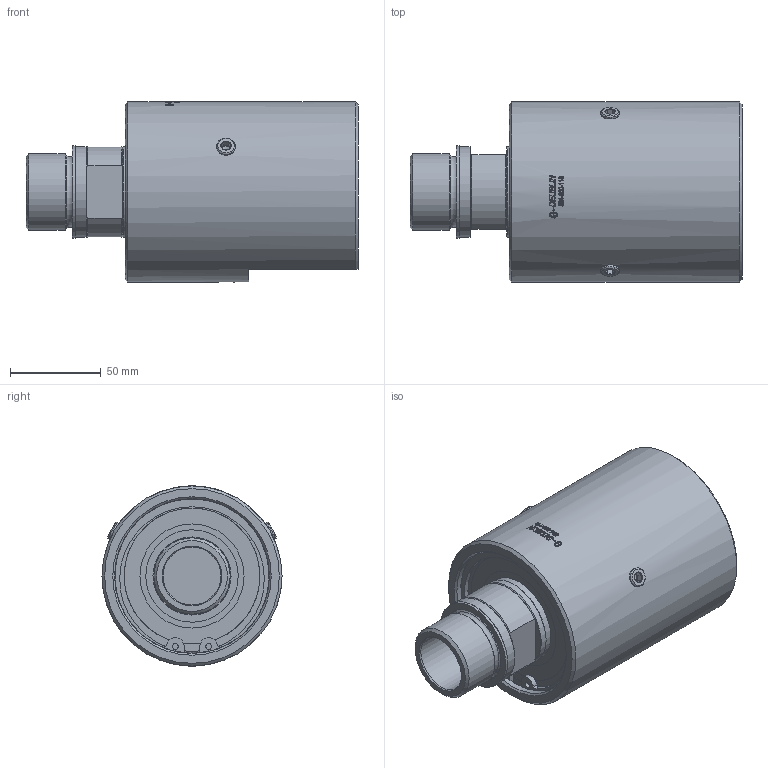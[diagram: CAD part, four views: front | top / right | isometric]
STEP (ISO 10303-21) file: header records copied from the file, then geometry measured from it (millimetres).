
FILE_DESCRIPTION(/* description */ (''),/* implementation_level */ '2;1');
FILE_NAME(/* name */ '524-000-110-IC_Rev_B.stp',/* time_stamp */ '2020-05-13T09:52:50-05:00',/* author */ ('GALINDOLM'),/* organization */ (''),/* preprocessor_version */ 'ST-DEVELOPER v18',/* originating_system */ 'Autodesk Inventor 2020',/* authorisation */ '');
FILE_SCHEMA (('AUTOMOTIVE_DESIGN { 1 0 10303 214 3 1 1 }'));
Length unit declared in the file: millimetre
Products named in the file (1): 524-000-110-IC_Rev_B
Bounding box: 182.45 x 99 x 99 mm (x, y, z)
Volume: 918340.2 mm3; surface area: 85413.5 mm2
Topology: 1 solids, 4 shells, 358 faces, 907 edges, 601 vertices
Faces by surface type: bspline 133, plane 124, cylinder 63, cone 35, torus 3
Full cylindrical faces by diameter (mm): 3.175 x2, 6.3 x2, 8.917 x3, 31.8 x1, 39.5 x1, 41.91 x1, 42.9 x1, 47.172 x1, 49.2 x1, 50 x2, 50.8 x1, 57.2 x1, 74.6 x1, 85 x1, 85.1 x1, 91.2 x1, 99 x1
Entity records: 14792 total; most frequent: CARTESIAN_POINT 6496, ORIENTED_EDGE 1810, DIRECTION 1455, EDGE_CURVE 905, VERTEX_POINT 601, AXIS2_PLACEMENT_3D 559, EDGE_LOOP 408, FACE_OUTER_BOUND 358
